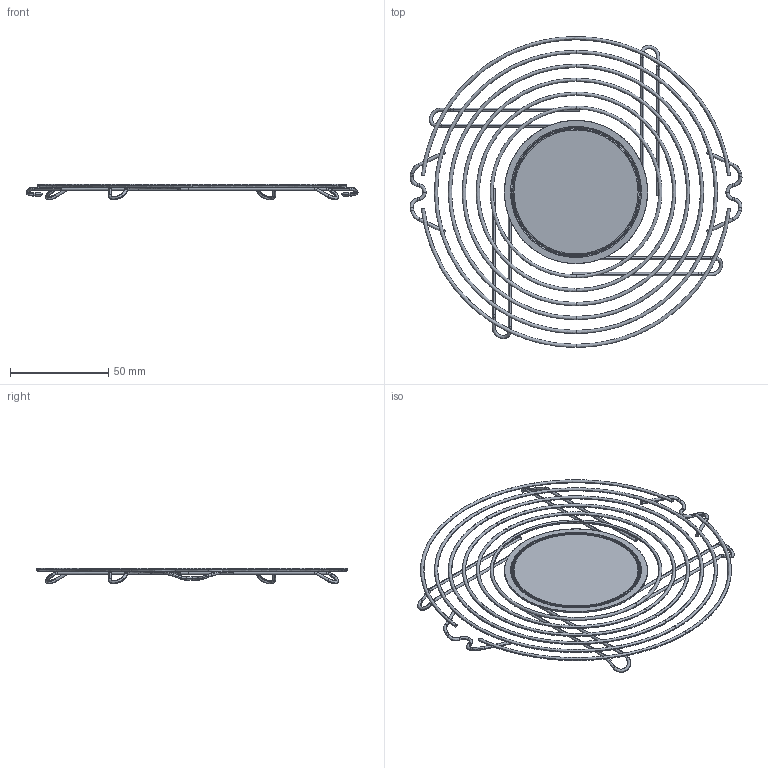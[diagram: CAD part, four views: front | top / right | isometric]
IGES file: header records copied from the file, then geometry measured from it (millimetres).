
Global section: file name: PY150-6H.MC9; native system: MASTERCAM; preprocessor: 1; date: 201121.095008; units: millimetre
Bounding box: 169.32 x 158.56 x 7.89 mm (x, y, z)
Surface area: 24352.4 mm2 (no closed solid volume)
Topology: 0 solids, 0 shells, 257 faces, 2601 edges, 2602 vertices
Faces by surface type: bspline 257
